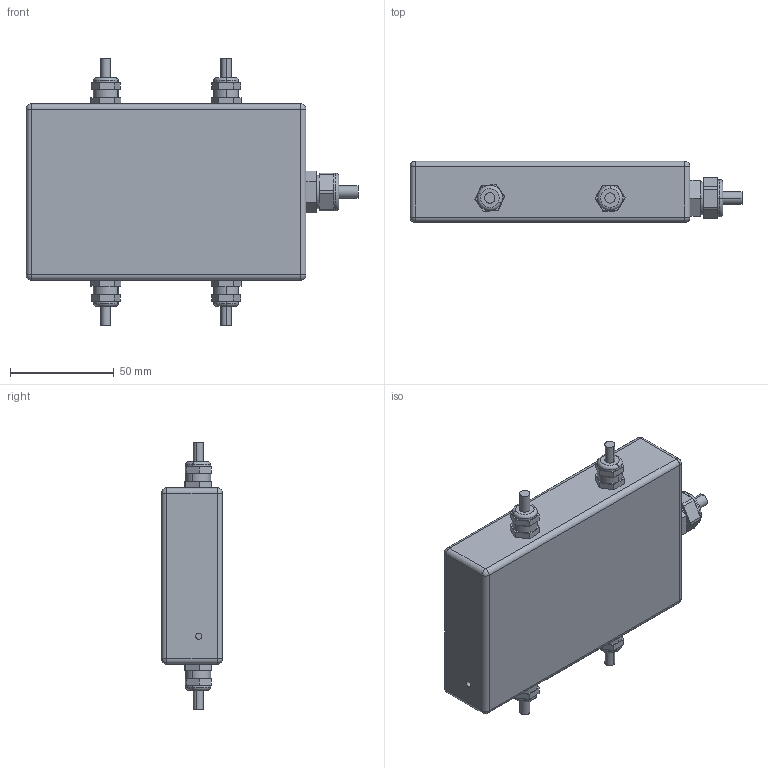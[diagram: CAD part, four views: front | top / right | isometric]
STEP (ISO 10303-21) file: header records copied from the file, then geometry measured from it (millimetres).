
FILE_DESCRIPTION (( 'STEP AP203' ), '1' );
FILE_NAME ('J04EA2.STEP', '2016-05-25T05:59:32', ( 'admin' ), ( '' ), 'SwSTEP 2.0', 'SolidWorks 2014', '' );
FILE_SCHEMA (( 'CONFIG_CONTROL_DESIGN' ));
Length unit declared in the file: millimetre
Products named in the file (1): J04EA2
Bounding box: 160.13 x 29.4 x 128.93 mm (x, y, z)
Surface area: 39506 mm2 (no closed solid volume)
Topology: 0 solids, 6 shells, 174 faces, 428 edges, 272 vertices
Faces by surface type: plane 96, cylinder 60, torus 10, sphere 8
Entity records: 5136 total; most frequent: DIRECTION 916, CARTESIAN_POINT 891, ORIENTED_EDGE 788, EDGE_CURVE 420, AXIS2_PLACEMENT_3D 329, VERTEX_POINT 272, LINE 258, VECTOR 258
